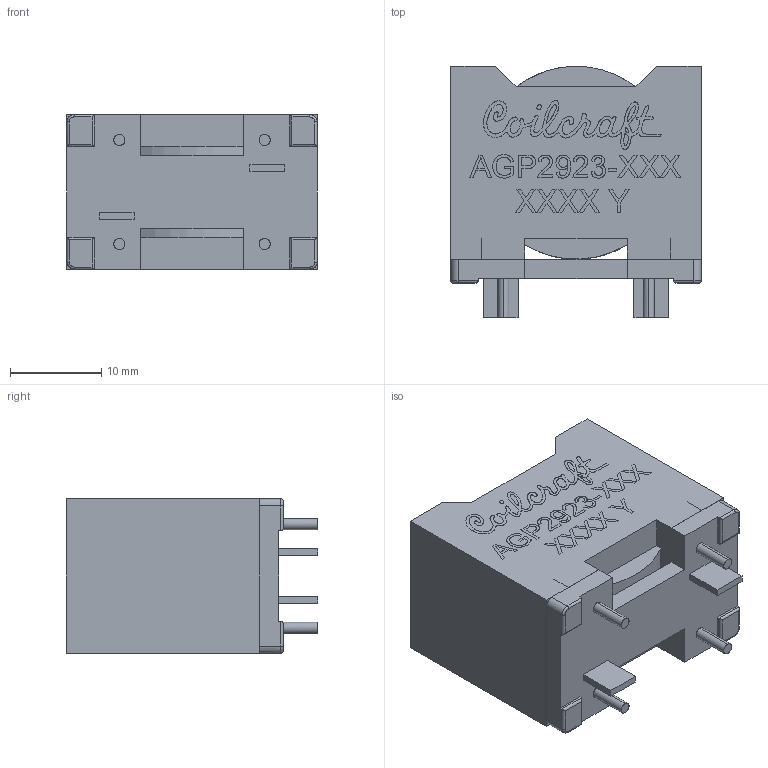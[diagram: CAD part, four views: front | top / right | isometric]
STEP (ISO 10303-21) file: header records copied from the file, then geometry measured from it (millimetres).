
FILE_DESCRIPTION (( 'STEP AP214' ), '1' );
FILE_NAME ('Coilcraft-AGP2923-XXX-DEFAULT.STEP', '2011-09-01T14:05:10', ( 'SysAdmin' ), ( 'SolidWorks' ), 'SwSTEP 2.0', 'SolidWorks 2011', '' );
FILE_SCHEMA (( 'AUTOMOTIVE_DESIGN' ));
Length unit declared in the file: millimetre
Products named in the file (1): Coilcraft-AGP2923-XXX-DEFAULT
Bounding box: 27.43 x 27.55 x 16.97 mm (x, y, z)
Surface area: 3593.4 mm2 (no closed solid volume)
Topology: 0 solids, 1 shells, 525 faces, 1351 edges, 853 vertices
Faces by surface type: bspline 269, plane 226, cylinder 30
Entity records: 29620 total; most frequent: CARTESIAN_POINT 13956, ORIENTED_EDGE 2698, EDGE_CURVE 1351, B_SPLINE_CURVE_WITH_KNOTS 1019, DIRECTION 858, VERTEX_POINT 853, EDGE_LOOP 558, UNCERTAINTY_MEASURE_WITH_UNIT 527
